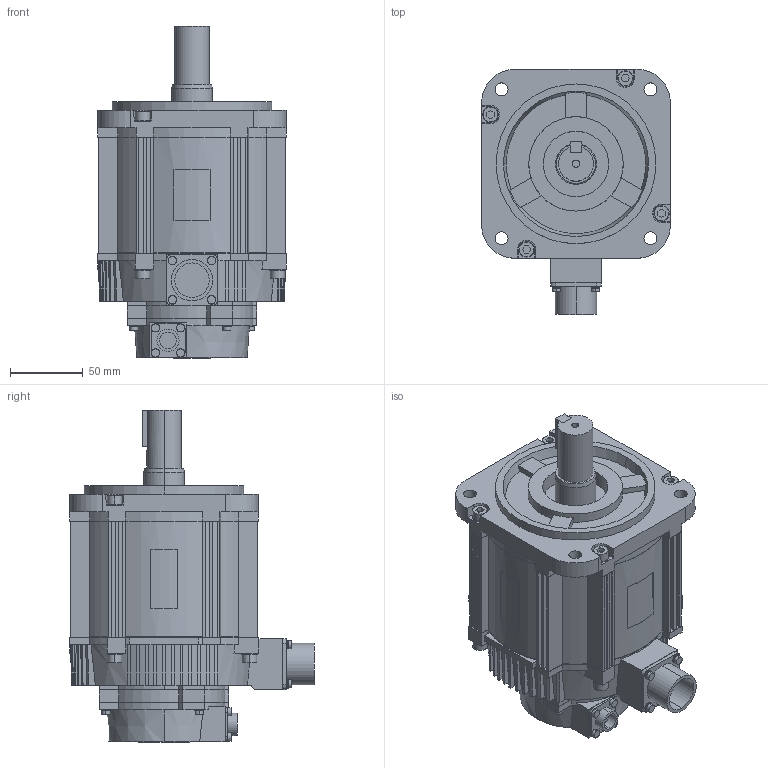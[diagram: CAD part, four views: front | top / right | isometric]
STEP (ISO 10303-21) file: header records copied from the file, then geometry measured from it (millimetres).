
FILE_DESCRIPTION (( 'STEP AP203' ), '1' );
FILE_NAME ('sgm7g_20__a61.STEP', '2014-05-07T05:08:16', ( '匠エンジニアリング山之内' ), ( 'TAKUMI-Engniaring' ), 'SwSTEP 2.0', 'SolidWorks 2006303', '' );
FILE_SCHEMA (( 'CONFIG_CONTROL_DESIGN' ));
Length unit declared in the file: millimetre
Products named in the file (3): sgm7g_20__a61_key; sgm7g_20__a61_base; sgm7g_20__a61
Assembly tree (2 placements, depth 2):
  sgm7g_20__a61
    sgm7g_20__a61_key
    sgm7g_20__a61_base
Bounding box: 130 x 168.49 x 228.6 mm (x, y, z)
Volume: 2079743.5 mm3; surface area: 158414 mm2
Topology: 2 solids, 2 shells, 814 faces, 2140 edges, 1398 vertices
Faces by surface type: plane 531, cylinder 195, cone 88
Entity records: 25866 total; most frequent: CARTESIAN_POINT 5158, ORIENTED_EDGE 4280, DIRECTION 4249, EDGE_CURVE 2140, AXIS2_PLACEMENT_3D 1453, VERTEX_POINT 1398, VECTOR 1343, LINE 1343
